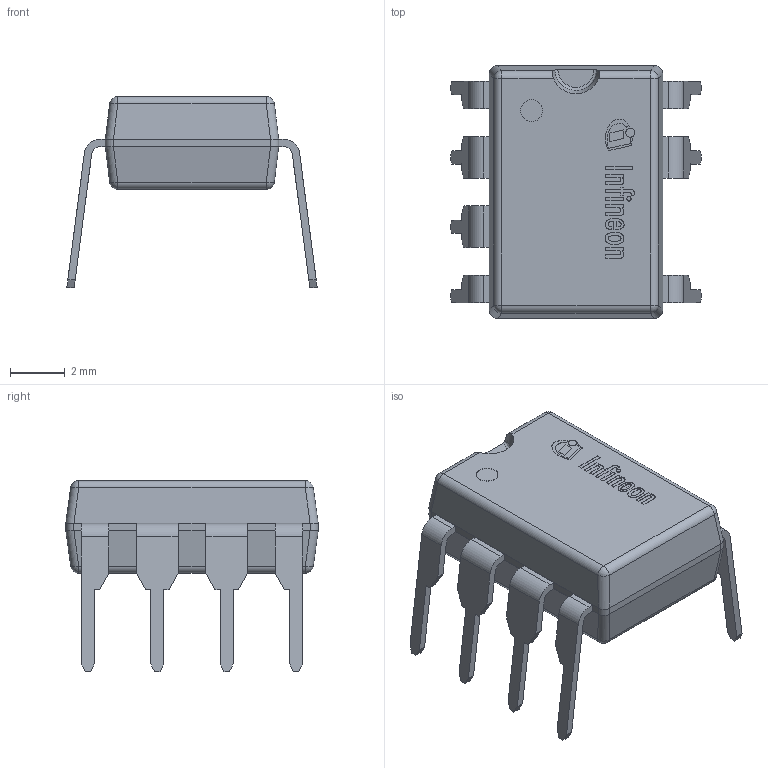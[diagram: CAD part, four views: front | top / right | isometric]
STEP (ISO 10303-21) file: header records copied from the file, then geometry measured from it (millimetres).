
FILE_DESCRIPTION(/* description */ (''),/* implementation_level */ '2;1');
FILE_NAME(/* name */ 'PG-DIP-7-10_Z8B00205926_V07_3D.stp',/* time_stamp */ '2022-06-15T21:25:21+06:00',/* author */ ('janartha'),/* organization */ (''),/* preprocessor_version */ 'ST-DEVELOPER v16.13',/* originating_system */ 'AutoCAD Mechanical',/* authorisation */ '');
FILE_SCHEMA (('AUTOMOTIVE_DESIGN { 1 0 10303 214 3 1 1 }'));
Length unit declared in the file: millimetre
Products named in the file (1): Product
Bounding box: 9.17 x 9.25 x 7.01 mm (x, y, z)
Volume: 197.2 mm3; surface area: 532.3 mm2
Topology: 23 solids, 23 shells, 282 faces, 681 edges, 446 vertices
Faces by surface type: plane 213, cylinder 40, bspline 21, sphere 8
Full cylindrical faces by diameter (mm): 0.161 x1, 0.331 x1, 0.802 x2
Entity records: 8370 total; most frequent: CARTESIAN_POINT 1872, ORIENTED_EDGE 1354, DIRECTION 1246, EDGE_CURVE 677, LINE 552, VECTOR 552, VERTEX_POINT 446, AXIS2_PLACEMENT_3D 347
